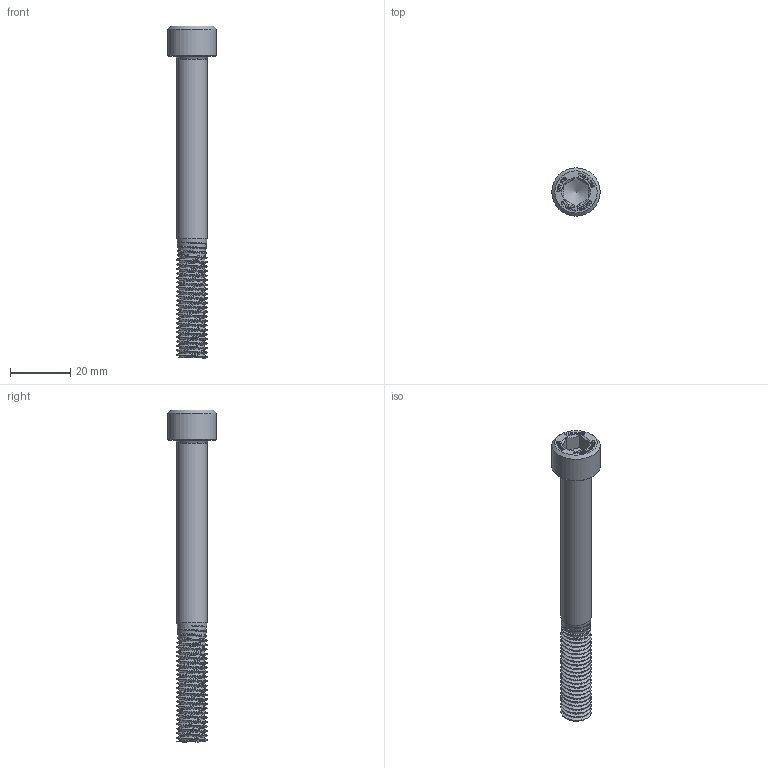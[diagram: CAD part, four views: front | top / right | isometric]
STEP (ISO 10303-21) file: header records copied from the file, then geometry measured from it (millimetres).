
FILE_DESCRIPTION((''),'2;1');
FILE_NAME('DIN912M10L100.stp','2012-04-21T19:19:02',('Peter'),(''),'Autodesk Inventor 2011','Autodesk Inventor 2011','');
FILE_SCHEMA(('AUTOMOTIVE_DESIGN { 1 0 10303 214 1 1 1 1 }'));
Length unit declared in the file: millimetre
Products named in the file (1): DIN912M10L100
Bounding box: 16 x 16 x 110 mm (x, y, z)
Volume: 9011.9 mm3; surface area: 4718.6 mm2
Topology: 1 solids, 1 shells, 404 faces, 1085 edges, 720 vertices
Faces by surface type: plane 238, bspline 151, cone 10, cylinder 3, torus 2
Full cylindrical faces by diameter (mm): 10 x1, 16 x1
Entity records: 18845 total; most frequent: CARTESIAN_POINT 9927, ORIENTED_EDGE 2122, DIRECTION 1257, EDGE_CURVE 1061, VECTOR 733, LINE 733, VERTEX_POINT 710, EDGE_LOOP 447
